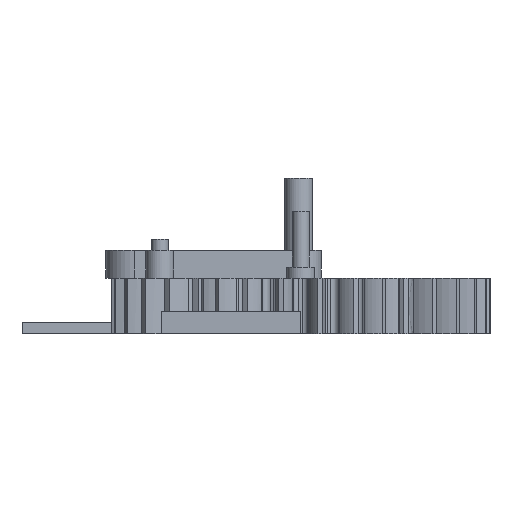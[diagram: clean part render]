
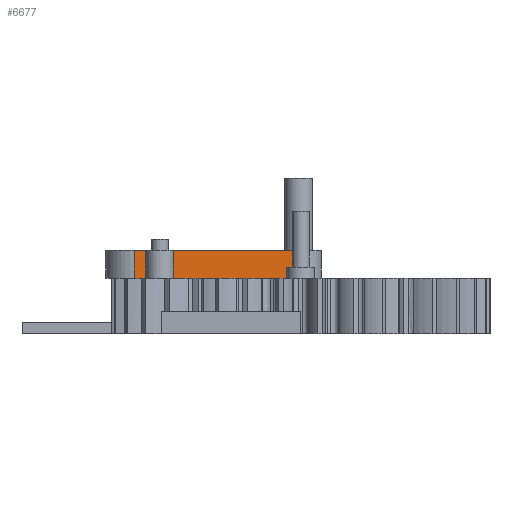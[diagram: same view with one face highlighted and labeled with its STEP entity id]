
A CAD part, left-side view. The second image highlights one B-rep face of the part: STEP entity #6677.
In plain terms, the highlighted planar face has unit normal (-1, -0.028, 0).
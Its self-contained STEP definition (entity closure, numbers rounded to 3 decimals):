
#703=PLANE('',#7192);
#1067=FACE_OUTER_BOUND('',#1442,.T.);
#1442=EDGE_LOOP('',(#6088,#6089,#6090,#6091));
#1739=LINE('',#40637,#2050);
#1740=LINE('',#40640,#2051);
#1741=LINE('',#40642,#2052);
#1742=LINE('',#40643,#2053);
#2050=VECTOR('',#8413,10.);
#2051=VECTOR('',#8416,10.);
#2052=VECTOR('',#8417,10.);
#2053=VECTOR('',#8418,10.);
#3035=VERTEX_POINT('',#40630);
#3038=VERTEX_POINT('',#40635);
#3039=VERTEX_POINT('',#40639);
#3040=VERTEX_POINT('',#40641);
#4061=EDGE_CURVE('',#3035,#3038,#1739,.T.);
#4062=EDGE_CURVE('',#3039,#3035,#1740,.T.);
#4063=EDGE_CURVE('',#3040,#3038,#1741,.T.);
#4064=EDGE_CURVE('',#3039,#3040,#1742,.T.);
#6088=ORIENTED_EDGE('',*,*,#4062,.T.);
#6089=ORIENTED_EDGE('',*,*,#4061,.T.);
#6090=ORIENTED_EDGE('',*,*,#4063,.F.);
#6091=ORIENTED_EDGE('',*,*,#4064,.F.);
#6677=ADVANCED_FACE('',(#1067),#703,.T.);
#7192=AXIS2_PLACEMENT_3D('',#40638,#8414,#8415);
#8413=DIRECTION('',(0.,0.,1.));
#8414=DIRECTION('center_axis',(-1.,-0.028,0.));
#8415=DIRECTION('ref_axis',(0.028,-1.,0.));
#8416=DIRECTION('',(0.028,-1.,0.));
#8417=DIRECTION('',(0.028,-1.,0.));
#8418=DIRECTION('',(0.,0.,1.));
#40630=CARTESIAN_POINT('',(50.824,0.235,10.));
#40635=CARTESIAN_POINT('',(50.824,0.235,15.));
#40637=CARTESIAN_POINT('',(50.824,0.235,10.));
#40638=CARTESIAN_POINT('Origin',(50.001,29.887,10.));
#40639=CARTESIAN_POINT('',(50.001,29.887,10.));
#40640=CARTESIAN_POINT('',(50.001,29.887,10.));
#40641=CARTESIAN_POINT('',(50.001,29.887,15.));
#40642=CARTESIAN_POINT('',(50.001,29.887,15.));
#40643=CARTESIAN_POINT('',(50.001,29.887,10.));
